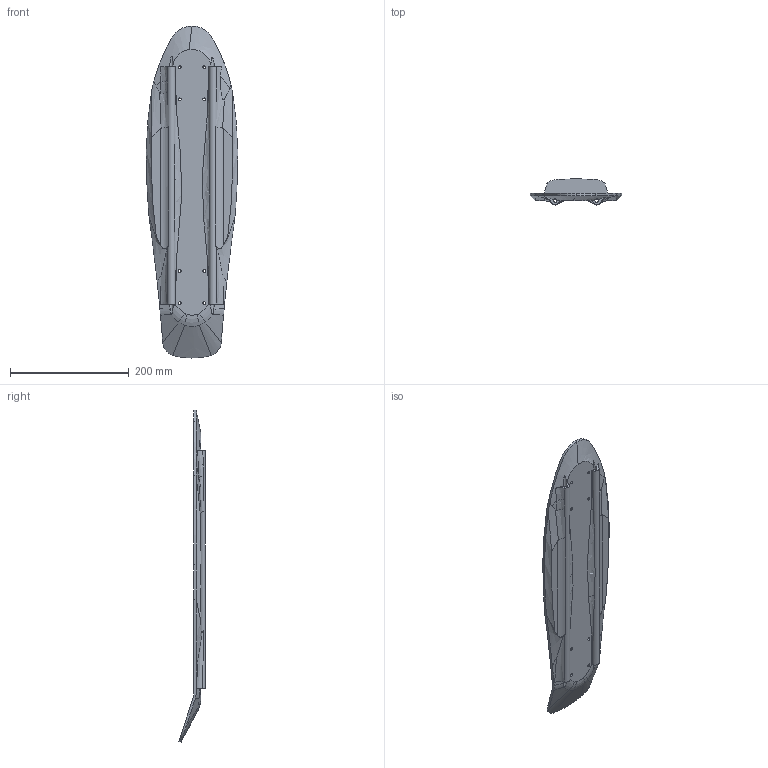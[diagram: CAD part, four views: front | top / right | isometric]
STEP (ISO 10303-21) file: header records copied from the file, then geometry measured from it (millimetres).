
FILE_DESCRIPTION(/* description */ (''),/* implementation_level */ '2;1');
FILE_NAME(/* name */ 'banana split.stp',/* time_stamp */ '2024-06-23T15:03:48-07:00',/* author */ ('devan'),/* organization */ (''),/* preprocessor_version */ 'ST-DEVELOPER v20',/* originating_system */ 'Autodesk Inventor 2024',/* authorisation */ '');
FILE_SCHEMA (('AUTOMOTIVE_DESIGN { 1 0 10303 214 3 1 1 }'));
Length unit declared in the file: millimetre
Products named in the file (1): Part1
Bounding box: 153.82 x 43.95 x 558.57 mm (x, y, z)
Volume: 790760 mm3; surface area: 168573.4 mm2
Topology: 1 solids, 1 shells, 86 faces, 249 edges, 157 vertices
Faces by surface type: bspline 37, cylinder 29, plane 10, cone 8, sphere 2
Full cylindrical faces by diameter (mm): 4.763 x8, 6.25 x2
Entity records: 4834 total; most frequent: CARTESIAN_POINT 2746, ORIENTED_EDGE 490, DIRECTION 332, EDGE_CURVE 245, VERTEX_POINT 157, AXIS2_PLACEMENT_3D 136, EDGE_LOOP 102, B_SPLINE_CURVE_WITH_KNOTS 99
